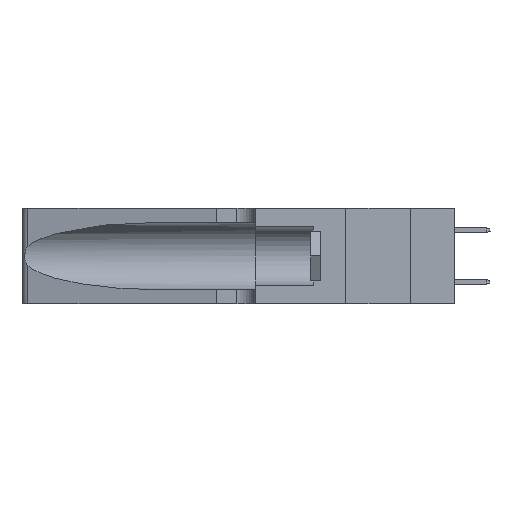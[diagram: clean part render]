
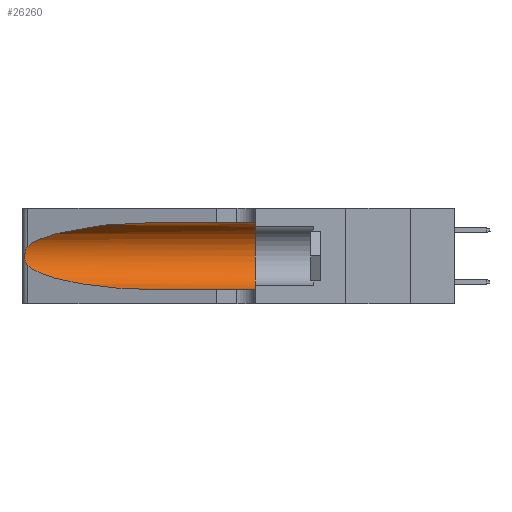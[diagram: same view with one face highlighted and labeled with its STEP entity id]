
A CAD part, left-side view. The second image highlights one B-rep face of the part: STEP entity #26260.
In plain terms, the highlighted cylindrical face has radius 3.308 mm (diameter 6.617 mm), a partial arc.
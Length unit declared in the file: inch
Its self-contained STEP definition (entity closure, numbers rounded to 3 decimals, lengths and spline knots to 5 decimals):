
#1072 = CARTESIAN_POINT ( 'NONE',  ( 0.1305, 1.61858, 0.185 ) ) ;
#1582 = VECTOR ( 'NONE', #4152, 39.37008 ) ;
#4080 = DIRECTION ( 'NONE',  ( 0., 0., -1. ) ) ;
#4152 = DIRECTION ( 'NONE',  ( 0., -1., 0. ) ) ;
#4398 = LINE ( 'NONE', #17976, #25468 ) ;
#6339 = EDGE_CURVE ( 'NONE', #11290, #10494, #41940, .T. ) ;
#6511 = EDGE_CURVE ( 'NONE', #15861, #19967, #4398, .T. ) ;
#6854 = CARTESIAN_POINT ( 'NONE',  ( 0.25487, 1.22718, 0.14631 ) ) ;
#7327 = FACE_OUTER_BOUND ( 'NONE', #42037, .T. ) ;
#8279 = CARTESIAN_POINT ( 'NONE',  ( 0.26017, 1.23833, 0.17102 ) ) ;
#10444 = CARTESIAN_POINT ( 'NONE',  ( 0.1305, 0.72297, 0.31525 ) ) ;
#10494 = VERTEX_POINT ( 'NONE', #23976 ) ;
#10520 = CARTESIAN_POINT ( 'NONE',  ( 0.1305, 0.72297, 0.05475 ) ) ;
#10580 = DIRECTION ( 'NONE',  ( 0., -1., 0. ) ) ;
#11290 = VERTEX_POINT ( 'NONE', #18831 ) ;
#11720 = CARTESIAN_POINT ( 'NONE',  ( 0.25856, 1.23593, 0.16098 ) ) ;
#11919 = CARTESIAN_POINT ( 'NONE',  ( 0.25639, 1.23186, 0.15144 ) ) ;
#12470 = ORIENTED_EDGE ( 'NONE', *, *, #6339, .T. ) ;
#12802 = CARTESIAN_POINT ( 'NONE',  ( 0.1305, 0.35, 0.05475 ) ) ;
#13078 = DIRECTION ( 'NONE',  ( 0., 0., 1. ) ) ;
#13111 = ORIENTED_EDGE ( 'NONE', *, *, #17798, .T. ) ;
#14158 = VERTEX_POINT ( 'NONE', #12802 ) ;
#14331 = DIRECTION ( 'NONE',  ( 0., -1., 0. ) ) ;
#15556 = CARTESIAN_POINT ( 'NONE',  ( 0.26018, 1.23835, 0.19895 ) ) ;
#15861 = VERTEX_POINT ( 'NONE', #40619 ) ;
#17798 = EDGE_CURVE ( 'NONE', #15861, #11290, #25320, .T. ) ;
#17976 = CARTESIAN_POINT ( 'NONE',  ( 0.1305, 1.61858, 0.31525 ) ) ;
#18588 = CARTESIAN_POINT ( 'NONE',  ( 0.25487, 1.22718, 0.22369 ) ) ;
#18831 = CARTESIAN_POINT ( 'NONE',  ( 0.25487, 1.22718, 0.22369 ) ) ;
#19967 = VERTEX_POINT ( 'NONE', #23896 ) ;
#20505 = CARTESIAN_POINT ( 'NONE',  ( 0.18966, 0.96281, 0.31525 ) ) ;
#20515 = LINE ( 'NONE', #33652, #1582 ) ;
#22022 = CARTESIAN_POINT ( 'NONE',  ( 0.26075, 1.23896, 0.19203 ) ) ;
#22331 = CARTESIAN_POINT ( 'NONE',  ( 0.1305, 0.35, 0.185 ) ) ;
#23353 = CARTESIAN_POINT ( 'NONE',  ( 0.2373, 1.15595, 0.28018 ) ) ;
#23896 = CARTESIAN_POINT ( 'NONE',  ( 0.1305, 0.35, 0.31525 ) ) ;
#23976 = CARTESIAN_POINT ( 'NONE',  ( 0.25487, 1.22718, 0.14631 ) ) ;
#24138 = ORIENTED_EDGE ( 'NONE', *, *, #6511, .F. ) ;
#25037 = CARTESIAN_POINT ( 'NONE',  ( 0.25555, 1.22993, 0.14849 ) ) ;
#25320 =( BOUNDED_CURVE ( )  B_SPLINE_CURVE ( 3, ( #10444, #20505, #23353, #29575 ),
 .UNSPECIFIED., .F., .T. ) 
 B_SPLINE_CURVE_WITH_KNOTS ( ( 4, 4 ),
 ( 1.5708, 2.84003 ),
 .UNSPECIFIED. ) 
 CURVE ( )  GEOMETRIC_REPRESENTATION_ITEM ( )  RATIONAL_B_SPLINE_CURVE ( ( 1., 0.87, 0.87, 1. ) ) 
 REPRESENTATION_ITEM ( '' )  );
#25468 = VECTOR ( 'NONE', #14331, 39.37008 ) ;
#26260 = ADVANCED_FACE ( 'NONE', ( #7327 ), #30776, .F. ) ;
#26430 = CARTESIAN_POINT ( 'NONE',  ( 0.18966, 0.96281, 0.05475 ) ) ;
#26695 =( BOUNDED_CURVE ( )  B_SPLINE_CURVE ( 3, ( #6854, #40002, #26430, #10520 ),
 .UNSPECIFIED., .F., .T. ) 
 B_SPLINE_CURVE_WITH_KNOTS ( ( 4, 4 ),
 ( 3.44316, 4.71239 ),
 .UNSPECIFIED. ) 
 CURVE ( )  GEOMETRIC_REPRESENTATION_ITEM ( )  RATIONAL_B_SPLINE_CURVE ( ( 1., 0.87, 0.87, 1. ) ) 
 REPRESENTATION_ITEM ( '' )  );
#27174 = VERTEX_POINT ( 'NONE', #34046 ) ;
#27812 = CARTESIAN_POINT ( 'NONE',  ( 0.26075, 1.23896, 0.178 ) ) ;
#28038 = CARTESIAN_POINT ( 'NONE',  ( 0.25787, 1.23484, 0.2124 ) ) ;
#28263 = EDGE_CURVE ( 'NONE', #19967, #14158, #38405, .T. ) ;
#29433 = AXIS2_PLACEMENT_3D ( 'NONE', #22331, #39333, #13078 ) ;
#29575 = CARTESIAN_POINT ( 'NONE',  ( 0.25487, 1.22718, 0.22369 ) ) ;
#29712 = ORIENTED_EDGE ( 'NONE', *, *, #38079, .T. ) ;
#30776 = CYLINDRICAL_SURFACE ( 'NONE', #38949, 0.13025 ) ;
#33245 = ORIENTED_EDGE ( 'NONE', *, *, #28263, .F. ) ;
#33652 = CARTESIAN_POINT ( 'NONE',  ( 0.1305, 1.61858, 0.05475 ) ) ;
#34046 = CARTESIAN_POINT ( 'NONE',  ( 0.1305, 0.72297, 0.05475 ) ) ;
#34105 = EDGE_CURVE ( 'NONE', #27174, #14158, #20515, .T. ) ;
#34715 = CARTESIAN_POINT ( 'NONE',  ( 0.25555, 1.22994, 0.2215 ) ) ;
#34942 = CARTESIAN_POINT ( 'NONE',  ( 0.25487, 1.22718, 0.14631 ) ) ;
#35145 = CARTESIAN_POINT ( 'NONE',  ( 0.25789, 1.23486, 0.15765 ) ) ;
#37758 = CARTESIAN_POINT ( 'NONE',  ( 0.25854, 1.2359, 0.20912 ) ) ;
#38079 = EDGE_CURVE ( 'NONE', #10494, #27174, #26695, .T. ) ;
#38405 = CIRCLE ( 'NONE', #29433, 0.13025 ) ;
#38949 = AXIS2_PLACEMENT_3D ( 'NONE', #1072, #10580, #4080 ) ;
#39333 = DIRECTION ( 'NONE',  ( 0., 1., 0. ) ) ;
#40002 = CARTESIAN_POINT ( 'NONE',  ( 0.2373, 1.15595, 0.08982 ) ) ;
#40619 = CARTESIAN_POINT ( 'NONE',  ( 0.1305, 0.72297, 0.31525 ) ) ;
#41809 = CARTESIAN_POINT ( 'NONE',  ( 0.25639, 1.23184, 0.21858 ) ) ;
#41940 = B_SPLINE_CURVE_WITH_KNOTS ( 'NONE', 3,
 ( #18588, #34715, #41809, #28038, #37758, #15556, #22022, #27812, #8279, #11720, #35145, #11919, #25037, #34942 ),
 .UNSPECIFIED., .F., .F.,
 ( 4, 2, 2, 2, 2, 2, 4 ),
 ( 0., 0.00027, 0.00053, 0.00107, 0.0016, 0.00187, 0.00214 ),
 .UNSPECIFIED. ) ;
#42037 = EDGE_LOOP ( 'NONE', ( #13111, #12470, #29712, #42186, #33245, #24138 ) ) ;
#42186 = ORIENTED_EDGE ( 'NONE', *, *, #34105, .T. ) ;
